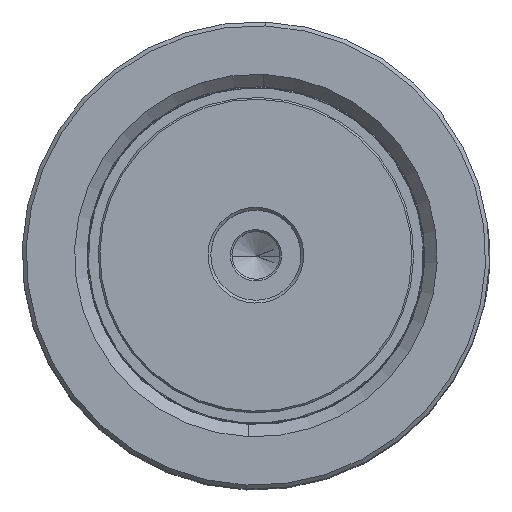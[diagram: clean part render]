
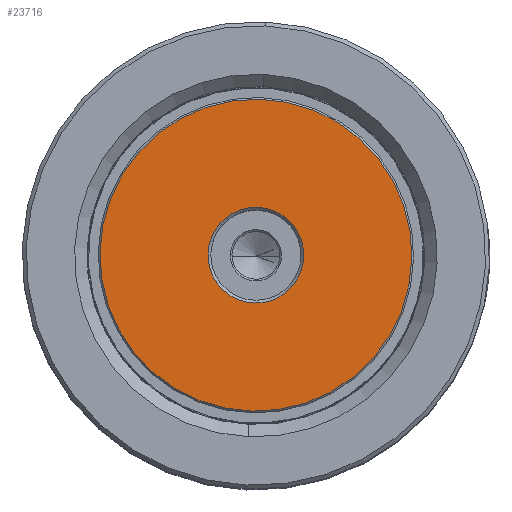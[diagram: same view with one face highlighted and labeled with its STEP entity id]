
A CAD part, top view. The second image highlights one B-rep face of the part: STEP entity #23716.
In plain terms, the highlighted face is planar.
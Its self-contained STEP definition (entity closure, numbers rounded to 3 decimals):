
#80 = DIRECTION ( 'NONE',  ( 0., 0., 1. ) ) ;
#1352 = DIRECTION ( 'NONE',  ( 1., 0., 0. ) ) ;
#4344 = EDGE_CURVE ( 'NONE', #43349, #29656, #22498, .T. ) ;
#5912 = CIRCLE ( 'NONE', #21451, 27.7 ) ;
#6464 = CARTESIAN_POINT ( 'NONE',  ( 27.7, 0., 0. ) ) ;
#7276 = CARTESIAN_POINT ( 'NONE',  ( 0., 0., 0. ) ) ;
#7289 = EDGE_CURVE ( 'NONE', #8705, #13160, #5912, .T. ) ;
#8074 = DIRECTION ( 'NONE',  ( 0., 0., 1. ) ) ;
#8705 = VERTEX_POINT ( 'NONE', #34716 ) ;
#11151 = ORIENTED_EDGE ( 'NONE', *, *, #4344, .T. ) ;
#11543 = DIRECTION ( 'NONE',  ( 1., 0., 0. ) ) ;
#13160 = VERTEX_POINT ( 'NONE', #6464 ) ;
#13769 = PLANE ( 'NONE',  #27180 ) ;
#14181 = ORIENTED_EDGE ( 'NONE', *, *, #7289, .T. ) ;
#14757 = EDGE_LOOP ( 'NONE', ( #19835, #11151 ) ) ;
#15219 = FACE_BOUND ( 'NONE', #14757, .T. ) ;
#15424 = CARTESIAN_POINT ( 'NONE',  ( 0., 0., 0. ) ) ;
#16182 = CIRCLE ( 'NONE', #35778, 8.5 ) ;
#16923 = CARTESIAN_POINT ( 'NONE',  ( 0., 0., 0. ) ) ;
#19835 = ORIENTED_EDGE ( 'NONE', *, *, #35063, .T. ) ;
#21301 = EDGE_LOOP ( 'NONE', ( #37097, #14181 ) ) ;
#21451 = AXIS2_PLACEMENT_3D ( 'NONE', #21696, #42207, #42663 ) ;
#21696 = CARTESIAN_POINT ( 'NONE',  ( 0., 0., 0. ) ) ;
#22498 = CIRCLE ( 'NONE', #36709, 8.5 ) ;
#22548 = CARTESIAN_POINT ( 'NONE',  ( -8.5, 0., 0. ) ) ;
#23716 = ADVANCED_FACE ( 'NONE', ( #28649, #15219 ), #13769, .F. ) ;
#27180 = AXIS2_PLACEMENT_3D ( 'NONE', #16923, #80, #34046 ) ;
#28649 = FACE_OUTER_BOUND ( 'NONE', #21301, .T. ) ;
#29656 = VERTEX_POINT ( 'NONE', #22548 ) ;
#29953 = CARTESIAN_POINT ( 'NONE',  ( 8.5, 0., 0. ) ) ;
#31500 = EDGE_CURVE ( 'NONE', #13160, #8705, #43145, .T. ) ;
#32305 = DIRECTION ( 'NONE',  ( 0., 0., 1. ) ) ;
#32452 = CARTESIAN_POINT ( 'NONE',  ( 0., 0., 0. ) ) ;
#34046 = DIRECTION ( 'NONE',  ( 1., 0., 0. ) ) ;
#34462 = DIRECTION ( 'NONE',  ( 0., 0., -1. ) ) ;
#34716 = CARTESIAN_POINT ( 'NONE',  ( -27.7, 0., 0. ) ) ;
#35015 = AXIS2_PLACEMENT_3D ( 'NONE', #7276, #34462, #39011 ) ;
#35063 = EDGE_CURVE ( 'NONE', #29656, #43349, #16182, .T. ) ;
#35778 = AXIS2_PLACEMENT_3D ( 'NONE', #15424, #8074, #11543 ) ;
#36709 = AXIS2_PLACEMENT_3D ( 'NONE', #32452, #32305, #1352 ) ;
#37097 = ORIENTED_EDGE ( 'NONE', *, *, #31500, .T. ) ;
#39011 = DIRECTION ( 'NONE',  ( 1., 0., 0. ) ) ;
#42207 = DIRECTION ( 'NONE',  ( 0., 0., -1. ) ) ;
#42663 = DIRECTION ( 'NONE',  ( 1., 0., 0. ) ) ;
#43145 = CIRCLE ( 'NONE', #35015, 27.7 ) ;
#43349 = VERTEX_POINT ( 'NONE', #29953 ) ;
